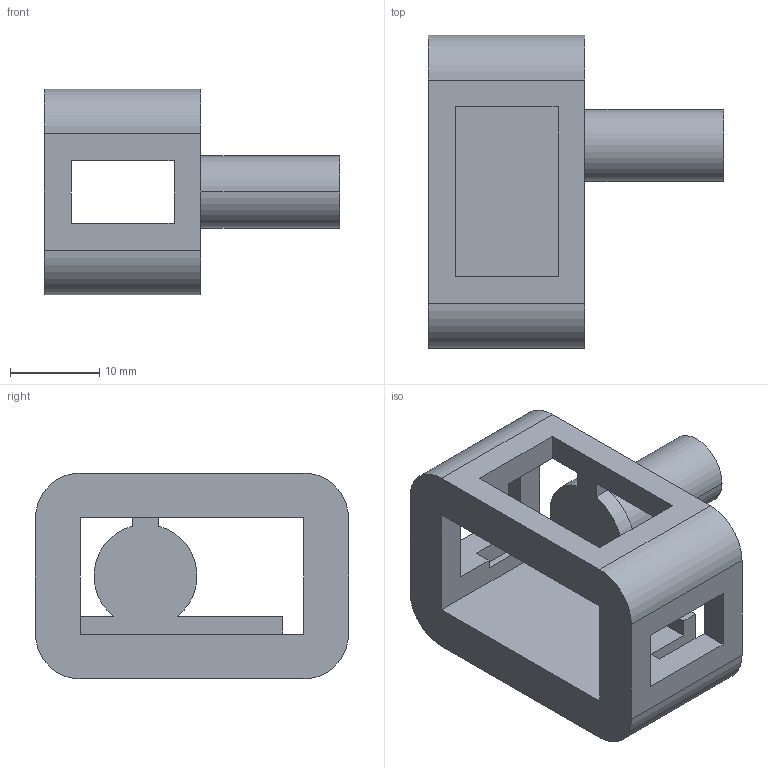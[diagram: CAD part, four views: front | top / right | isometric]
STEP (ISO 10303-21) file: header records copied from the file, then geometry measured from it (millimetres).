
FILE_DESCRIPTION (( 'STEP AP214' ), '1' );
FILE_NAME ('Servo tutucu.STEP', '2020-11-25T13:38:25', ( '' ), ( '' ), 'SwSTEP 2.0', 'SolidWorks 2018', '' );
FILE_SCHEMA (( 'AUTOMOTIVE_DESIGN' ));
Length unit declared in the file: millimetre
Products named in the file (1): Servo tutucu
Bounding box: 33.02 x 35 x 23 mm (x, y, z)
Volume: 6198.8 mm3; surface area: 4906.6 mm2
Topology: 1 solids, 1 shells, 56 faces, 168 edges, 112 vertices
Faces by surface type: plane 41, cylinder 15
Entity records: 1969 total; most frequent: CARTESIAN_POINT 337, ORIENTED_EDGE 336, DIRECTION 312, EDGE_CURVE 168, VECTOR 138, LINE 138, VERTEX_POINT 112, AXIS2_PLACEMENT_3D 87
